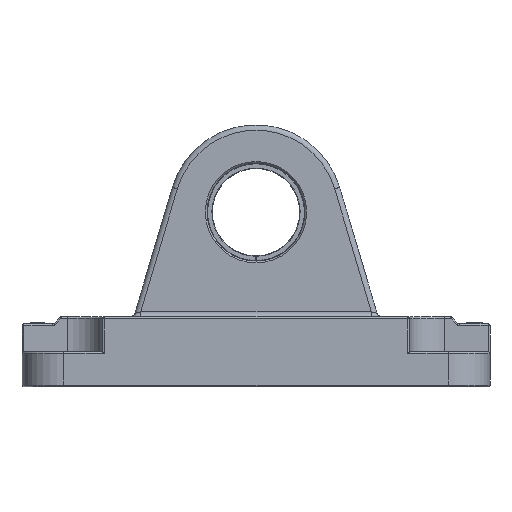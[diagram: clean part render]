
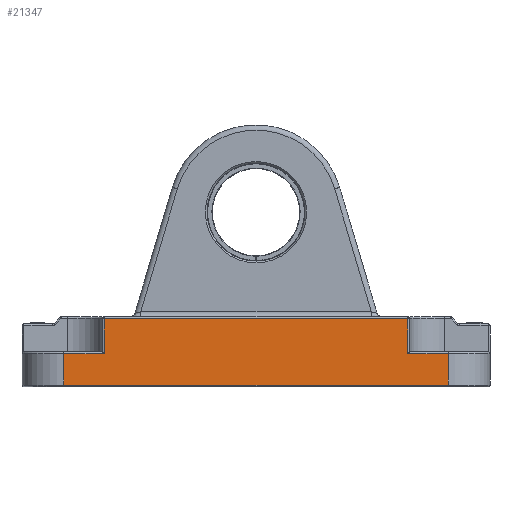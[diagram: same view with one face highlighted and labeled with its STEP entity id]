
A CAD part, left-side view. The second image highlights one B-rep face of the part: STEP entity #21347.
In plain terms, the highlighted planar face has unit normal (-1, 0, 0).
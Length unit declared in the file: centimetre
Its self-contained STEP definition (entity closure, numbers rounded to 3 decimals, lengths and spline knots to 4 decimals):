
#815=PLANE($,#22197);
#1922=FACE_OUTER_BOUND($,#3168,.T.);
#3168=EDGE_LOOP($,(#18769,#18770,#18771,#18772,#18773,#18774,#18775,#18776));
#4547=LINE($,#41777,#6038);
#4580=LINE($,#41976,#6071);
#4582=LINE($,#41981,#6073);
#4594=LINE($,#42023,#6085);
#4599=LINE($,#42038,#6090);
#4605=LINE($,#42064,#6096);
#4626=LINE($,#42122,#6117);
#4627=LINE($,#42124,#6118);
#6038=VECTOR($,#24524,11.);
#6071=VECTOR($,#24755,1.);
#6073=VECTOR($,#24761,8.7);
#6085=VECTOR($,#24817,1.15);
#6090=VECTOR($,#24834,1.);
#6096=VECTOR($,#24870,1.15);
#6117=VECTOR($,#24947,0.9);
#6118=VECTOR($,#24950,0.9);
#9521=VERTEX_POINT($,#41767);
#9523=VERTEX_POINT($,#41773);
#9582=VERTEX_POINT($,#41947);
#9590=VERTEX_POINT($,#41971);
#9591=VERTEX_POINT($,#41975);
#9600=VERTEX_POINT($,#42021);
#9604=VERTEX_POINT($,#42037);
#9609=VERTEX_POINT($,#42059);
#12545=EDGE_CURVE($,#9521,#9523,#4547,.T.);
#12643=EDGE_CURVE($,#9591,#9590,#4580,.T.);
#12646=EDGE_CURVE($,#9590,#9582,#4582,.T.);
#12668=EDGE_CURVE($,#9600,#9591,#4594,.T.);
#12676=EDGE_CURVE($,#9582,#9604,#4599,.T.);
#12690=EDGE_CURVE($,#9604,#9609,#4605,.T.);
#12722=EDGE_CURVE($,#9521,#9609,#4626,.T.);
#12723=EDGE_CURVE($,#9523,#9600,#4627,.T.);
#18769=ORIENTED_EDGE($,*,*,#12545,.F.);
#18770=ORIENTED_EDGE($,*,*,#12722,.T.);
#18771=ORIENTED_EDGE($,*,*,#12690,.F.);
#18772=ORIENTED_EDGE($,*,*,#12676,.F.);
#18773=ORIENTED_EDGE($,*,*,#12646,.F.);
#18774=ORIENTED_EDGE($,*,*,#12643,.F.);
#18775=ORIENTED_EDGE($,*,*,#12668,.F.);
#18776=ORIENTED_EDGE($,*,*,#12723,.F.);
#21347=ADVANCED_FACE($,(#1922),#815,.T.);
#22197=AXIS2_PLACEMENT_3D($,#42123,#24948,#24949);
#24524=DIRECTION($,(0.,1.,0.));
#24755=DIRECTION($,(0.,0.,1.));
#24761=DIRECTION($,(0.,-1.,0.));
#24817=DIRECTION($,(0.,-1.,0.));
#24834=DIRECTION($,(0.,0.,-1.));
#24870=DIRECTION($,(0.,-1.,0.));
#24947=DIRECTION($,(0.,0.,1.));
#24948=DIRECTION('center_axis',(-1.,0.,0.));
#24949=DIRECTION('ref_axis',(0.,0.,1.));
#24950=DIRECTION($,(0.,0.,1.));
#41767=CARTESIAN_POINT('',(-6.7,-5.5,0.05));
#41773=CARTESIAN_POINT('',(-6.7,5.5,0.05));
#41777=CARTESIAN_POINT($,(-6.7,-5.5,0.05));
#41947=CARTESIAN_POINT('',(-6.7,-4.35,1.95));
#41971=CARTESIAN_POINT('',(-6.7,4.35,1.95));
#41975=CARTESIAN_POINT('',(-6.7,4.35,0.95));
#41976=CARTESIAN_POINT($,(-6.7,4.35,0.95));
#41981=CARTESIAN_POINT($,(-6.7,4.35,1.95));
#42021=CARTESIAN_POINT('',(-6.7,5.5,0.95));
#42023=CARTESIAN_POINT($,(-6.7,5.5,0.95));
#42037=CARTESIAN_POINT('',(-6.7,-4.35,0.95));
#42038=CARTESIAN_POINT($,(-6.7,-4.35,1.95));
#42059=CARTESIAN_POINT('',(-6.7,-5.5,0.95));
#42064=CARTESIAN_POINT($,(-6.7,-4.35,0.95));
#42122=CARTESIAN_POINT($,(-6.7,-5.5,0.05));
#42123=CARTESIAN_POINT('Origin',(-6.7,-5.5,0.));
#42124=CARTESIAN_POINT($,(-6.7,5.5,0.05));
